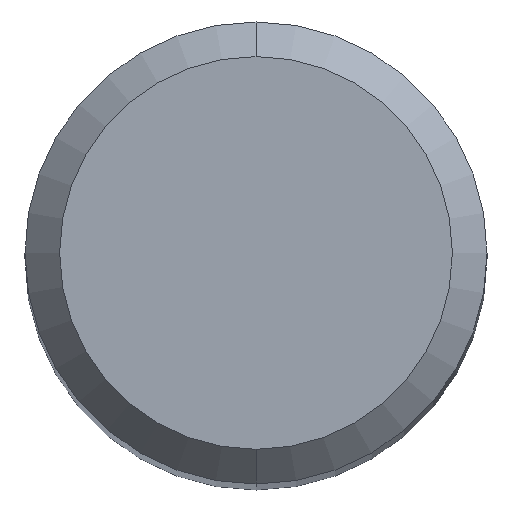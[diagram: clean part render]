
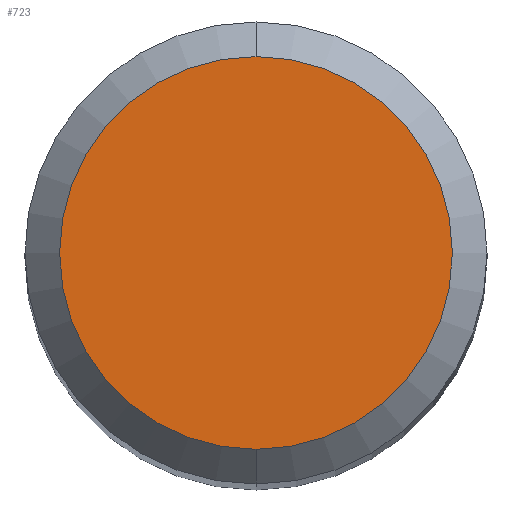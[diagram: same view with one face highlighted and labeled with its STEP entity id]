
A CAD part, top view. The second image highlights one B-rep face of the part: STEP entity #723.
In plain terms, the highlighted planar face has unit normal (0, 0, 1).
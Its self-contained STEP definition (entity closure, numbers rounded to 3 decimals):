
#427=VERTEX_POINT('',#1096);
#645=EDGE_CURVE('',#695,#427,#1329,.T.);
#659=EDGE_CURVE('',#427,#695,#1345,.T.);
#695=VERTEX_POINT('',#1387);
#723=ADVANCED_FACE('',(#1417),#1418,.T.);
#1096=CARTESIAN_POINT('',(0.0,1.7,0.0));
#1329=CIRCLE('',#2937,1.7);
#1345=CIRCLE('',#3097,1.7);
#1387=CARTESIAN_POINT('',(0.,-1.7,0.0));
#1417=FACE_OUTER_BOUND('',#3326,.T.);
#1418=PLANE('',#3327);
#2937=AXIS2_PLACEMENT_3D('',#4738,#4739,#4740);
#3097=AXIS2_PLACEMENT_3D('',#4753,#4754,#4755);
#3326=EDGE_LOOP('',(#4871,#4872));
#3327=AXIS2_PLACEMENT_3D('',#4873,#4874,#4875);
#4738=CARTESIAN_POINT('',(0.0,0.0,0.0));
#4739=DIRECTION('',(0.0,0.0,-1.0));
#4740=DIRECTION('',(0.0,1.0,0.0));
#4753=CARTESIAN_POINT('',(0.0,0.0,0.0));
#4754=DIRECTION('',(0.0,0.0,-1.0));
#4755=DIRECTION('',(0.0,1.0,0.0));
#4871=ORIENTED_EDGE('',*,*,#659,.F.);
#4872=ORIENTED_EDGE('',*,*,#645,.F.);
#4873=CARTESIAN_POINT('',(0.0,0.85,0.0));
#4874=DIRECTION('',(-0.0,0.0,1.0));
#4875=DIRECTION('',(0.0,-1.0,0.0));
